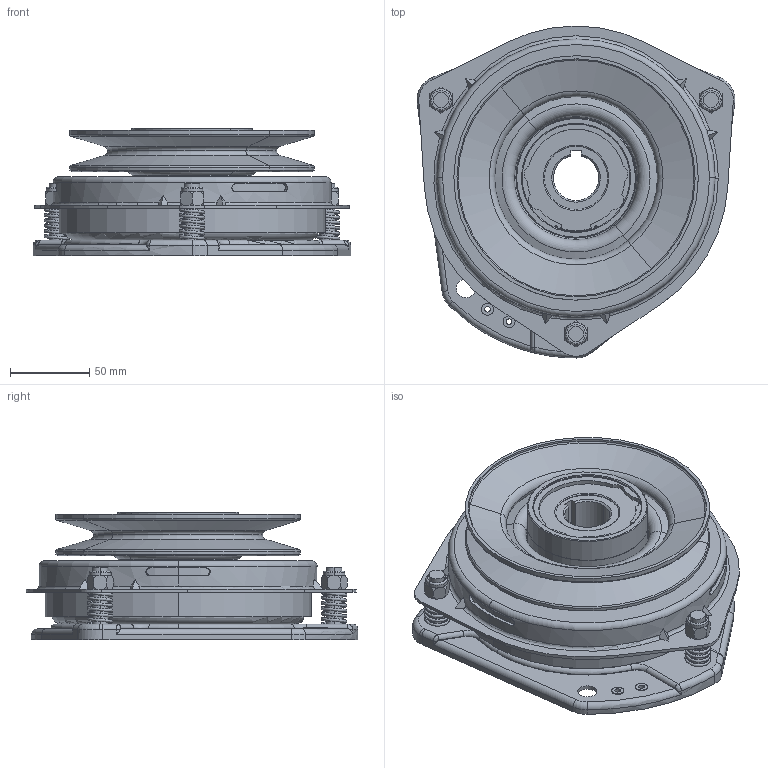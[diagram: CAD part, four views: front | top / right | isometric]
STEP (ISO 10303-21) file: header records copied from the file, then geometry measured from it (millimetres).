
FILE_DESCRIPTION (( 'STEP AP203' ), '1' );
FILE_NAME ('52610500_GT3.5-FE05_電磁クラッチブレーキ.STEP', '2015-05-12T08:04:46', ( '' ), ( '' ), 'SwSTEP 2.0', 'SolidWorks 2014', '' );
FILE_SCHEMA (( 'CONFIG_CONTROL_DESIGN' ));
Length unit declared in the file: millimetre
Products named in the file (1): 52610500_GT3.5-FE05_電磁クラッチブレーキ
Bounding box: 200.79 x 209.6 x 80.7 mm (x, y, z)
Volume: 1147637.4 mm3; surface area: 239658.2 mm2
Topology: 1 solids, 3 shells, 598 faces, 1477 edges, 916 vertices
Faces by surface type: cylinder 227, plane 190, torus 127, cone 30, bspline 18, sphere 6
Entity records: 23523 total; most frequent: CARTESIAN_POINT 8974, DIRECTION 3258, ORIENTED_EDGE 2946, EDGE_CURVE 1473, AXIS2_PLACEMENT_3D 1338, VERTEX_POINT 914, CIRCLE 757, EDGE_LOOP 673
